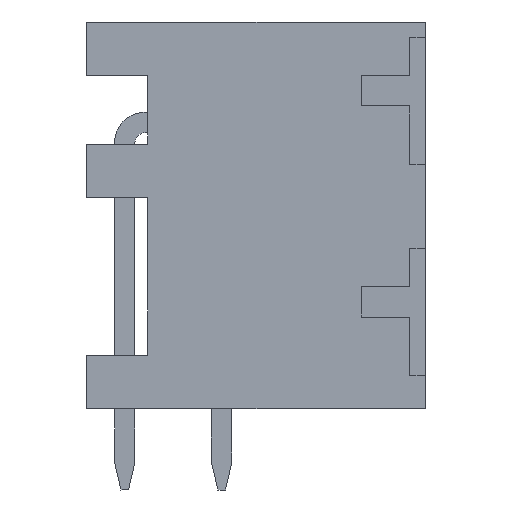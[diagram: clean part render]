
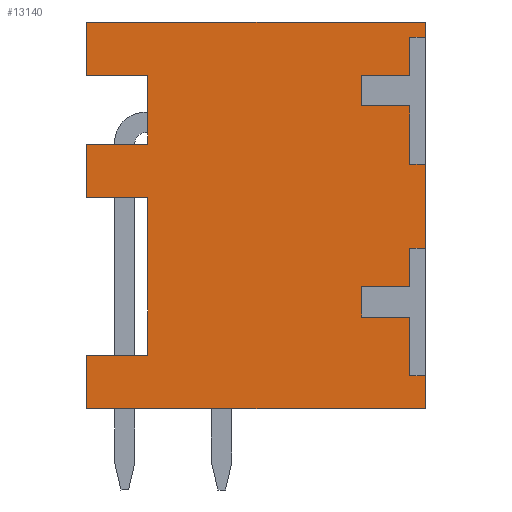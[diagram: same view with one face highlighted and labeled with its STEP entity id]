
A CAD part, left-side view. The second image highlights one B-rep face of the part: STEP entity #13140.
In plain terms, the highlighted planar face has unit normal (-1, 0, 0).
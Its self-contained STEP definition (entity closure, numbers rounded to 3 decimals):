
#13014=AXIS2_PLACEMENT_3D('Plane Axis2P3D',#13011,#13012,#13013) ;
#308=CARTESIAN_POINT('Vertex',(0.3,0.,18.4)) ;
#311=CARTESIAN_POINT('Line Origine',(0.3,0.,18.1)) ;
#315=CARTESIAN_POINT('Vertex',(0.3,0.,17.8)) ;
#336=CARTESIAN_POINT('Vertex',(0.3,0.,12.8)) ;
#339=CARTESIAN_POINT('Line Origine',(0.3,0.,11.15)) ;
#343=CARTESIAN_POINT('Vertex',(0.3,0.,9.5)) ;
#364=CARTESIAN_POINT('Vertex',(0.3,0.,4.5)) ;
#367=CARTESIAN_POINT('Line Origine',(0.3,0.,3.85)) ;
#371=CARTESIAN_POINT('Vertex',(0.3,0.,3.2)) ;
#5972=CARTESIAN_POINT('Vertex',(0.3,13.3,18.4)) ;
#5975=CARTESIAN_POINT('Line Origine',(0.3,6.65,18.4)) ;
#6089=CARTESIAN_POINT('Vertex',(0.3,13.3,16.3)) ;
#6094=CARTESIAN_POINT('Line Origine',(0.3,13.3,17.35)) ;
#6990=CARTESIAN_POINT('Vertex',(0.3,10.9,16.3)) ;
#6995=CARTESIAN_POINT('Line Origine',(0.3,12.1,16.3)) ;
#7411=CARTESIAN_POINT('Vertex',(0.3,10.9,13.6)) ;
#7416=CARTESIAN_POINT('Line Origine',(0.3,10.9,14.95)) ;
#7832=CARTESIAN_POINT('Vertex',(0.3,13.3,13.6)) ;
#7837=CARTESIAN_POINT('Line Origine',(0.3,12.1,13.6)) ;
#8248=CARTESIAN_POINT('Vertex',(0.3,13.3,11.5)) ;
#8253=CARTESIAN_POINT('Line Origine',(0.3,13.3,12.55)) ;
#9629=CARTESIAN_POINT('Vertex',(0.3,10.9,11.5)) ;
#9634=CARTESIAN_POINT('Line Origine',(0.3,12.1,11.5)) ;
#10045=CARTESIAN_POINT('Vertex',(0.3,10.9,5.3)) ;
#10050=CARTESIAN_POINT('Line Origine',(0.3,10.9,8.4)) ;
#10466=CARTESIAN_POINT('Vertex',(0.3,13.3,5.3)) ;
#10471=CARTESIAN_POINT('Line Origine',(0.3,12.1,5.3)) ;
#10882=CARTESIAN_POINT('Vertex',(0.3,13.3,3.2)) ;
#10887=CARTESIAN_POINT('Line Origine',(0.3,13.3,4.25)) ;
#12259=CARTESIAN_POINT('Line Origine',(0.3,6.65,3.2)) ;
#13011=CARTESIAN_POINT('Axis2P3D Location',(0.3,0.,0.)) ;
#13016=CARTESIAN_POINT('Line Origine',(0.3,0.3,12.8)) ;
#13020=CARTESIAN_POINT('Vertex',(0.3,0.6,12.8)) ;
#13023=CARTESIAN_POINT('Line Origine',(0.3,0.6,13.95)) ;
#13027=CARTESIAN_POINT('Vertex',(0.3,0.6,15.1)) ;
#13030=CARTESIAN_POINT('Line Origine',(0.3,1.55,15.1)) ;
#13034=CARTESIAN_POINT('Vertex',(0.3,2.5,15.1)) ;
#13037=CARTESIAN_POINT('Line Origine',(0.3,2.5,15.7)) ;
#13041=CARTESIAN_POINT('Vertex',(0.3,2.5,16.3)) ;
#13044=CARTESIAN_POINT('Line Origine',(0.3,1.55,16.3)) ;
#13048=CARTESIAN_POINT('Vertex',(0.3,0.6,16.3)) ;
#13051=CARTESIAN_POINT('Line Origine',(0.3,0.6,17.05)) ;
#13055=CARTESIAN_POINT('Vertex',(0.3,0.6,17.8)) ;
#13058=CARTESIAN_POINT('Line Origine',(0.3,0.3,17.8)) ;
#13063=CARTESIAN_POINT('Line Origine',(0.3,0.3,4.5)) ;
#13067=CARTESIAN_POINT('Vertex',(0.3,0.6,4.5)) ;
#13070=CARTESIAN_POINT('Line Origine',(0.3,0.6,5.65)) ;
#13074=CARTESIAN_POINT('Vertex',(0.3,0.6,6.8)) ;
#13077=CARTESIAN_POINT('Line Origine',(0.3,1.55,6.8)) ;
#13081=CARTESIAN_POINT('Vertex',(0.3,2.5,6.8)) ;
#13084=CARTESIAN_POINT('Line Origine',(0.3,2.5,7.4)) ;
#13088=CARTESIAN_POINT('Vertex',(0.3,2.5,8.)) ;
#13091=CARTESIAN_POINT('Line Origine',(0.3,1.55,8.)) ;
#13095=CARTESIAN_POINT('Vertex',(0.3,0.6,8.)) ;
#13098=CARTESIAN_POINT('Line Origine',(0.3,0.6,8.75)) ;
#13102=CARTESIAN_POINT('Vertex',(0.3,0.6,9.5)) ;
#13105=CARTESIAN_POINT('Line Origine',(0.3,0.3,9.5)) ;
#312=DIRECTION('Vector Direction',(0.,0.,-1.)) ;
#340=DIRECTION('Vector Direction',(0.,0.,-1.)) ;
#368=DIRECTION('Vector Direction',(0.,0.,-1.)) ;
#5976=DIRECTION('Vector Direction',(0.,-1.,0.)) ;
#6095=DIRECTION('Vector Direction',(0.,0.,1.)) ;
#6996=DIRECTION('Vector Direction',(0.,1.,0.)) ;
#7417=DIRECTION('Vector Direction',(0.,0.,1.)) ;
#7838=DIRECTION('Vector Direction',(0.,-1.,0.)) ;
#8254=DIRECTION('Vector Direction',(0.,0.,1.)) ;
#9635=DIRECTION('Vector Direction',(0.,1.,0.)) ;
#10051=DIRECTION('Vector Direction',(0.,0.,1.)) ;
#10472=DIRECTION('Vector Direction',(0.,-1.,0.)) ;
#10888=DIRECTION('Vector Direction',(0.,0.,1.)) ;
#12260=DIRECTION('Vector Direction',(0.,1.,0.)) ;
#13012=DIRECTION('Axis2P3D Direction',(-1.,0.,0.)) ;
#13013=DIRECTION('Axis2P3D XDirection',(0.,-1.,0.)) ;
#13017=DIRECTION('Vector Direction',(0.,1.,0.)) ;
#13024=DIRECTION('Vector Direction',(0.,0.,1.)) ;
#13031=DIRECTION('Vector Direction',(0.,1.,0.)) ;
#13038=DIRECTION('Vector Direction',(0.,0.,1.)) ;
#13045=DIRECTION('Vector Direction',(0.,-1.,0.)) ;
#13052=DIRECTION('Vector Direction',(0.,0.,1.)) ;
#13059=DIRECTION('Vector Direction',(0.,-1.,0.)) ;
#13064=DIRECTION('Vector Direction',(0.,1.,0.)) ;
#13071=DIRECTION('Vector Direction',(0.,0.,1.)) ;
#13078=DIRECTION('Vector Direction',(0.,1.,0.)) ;
#13085=DIRECTION('Vector Direction',(0.,0.,1.)) ;
#13092=DIRECTION('Vector Direction',(0.,-1.,0.)) ;
#13099=DIRECTION('Vector Direction',(0.,0.,1.)) ;
#13106=DIRECTION('Vector Direction',(0.,-1.,0.)) ;
#313=VECTOR('Line Direction',#312,1.) ;
#341=VECTOR('Line Direction',#340,1.) ;
#369=VECTOR('Line Direction',#368,1.) ;
#5977=VECTOR('Line Direction',#5976,1.) ;
#6096=VECTOR('Line Direction',#6095,1.) ;
#6997=VECTOR('Line Direction',#6996,1.) ;
#7418=VECTOR('Line Direction',#7417,1.) ;
#7839=VECTOR('Line Direction',#7838,1.) ;
#8255=VECTOR('Line Direction',#8254,1.) ;
#9636=VECTOR('Line Direction',#9635,1.) ;
#10052=VECTOR('Line Direction',#10051,1.) ;
#10473=VECTOR('Line Direction',#10472,1.) ;
#10889=VECTOR('Line Direction',#10888,1.) ;
#12261=VECTOR('Line Direction',#12260,1.) ;
#13018=VECTOR('Line Direction',#13017,1.) ;
#13025=VECTOR('Line Direction',#13024,1.) ;
#13032=VECTOR('Line Direction',#13031,1.) ;
#13039=VECTOR('Line Direction',#13038,1.) ;
#13046=VECTOR('Line Direction',#13045,1.) ;
#13053=VECTOR('Line Direction',#13052,1.) ;
#13060=VECTOR('Line Direction',#13059,1.) ;
#13065=VECTOR('Line Direction',#13064,1.) ;
#13072=VECTOR('Line Direction',#13071,1.) ;
#13079=VECTOR('Line Direction',#13078,1.) ;
#13086=VECTOR('Line Direction',#13085,1.) ;
#13093=VECTOR('Line Direction',#13092,1.) ;
#13100=VECTOR('Line Direction',#13099,1.) ;
#13107=VECTOR('Line Direction',#13106,1.) ;
#13111=ORIENTED_EDGE('',*,*,#345,.T.) ;
#13112=ORIENTED_EDGE('',*,*,#13022,.F.) ;
#13113=ORIENTED_EDGE('',*,*,#13029,.F.) ;
#13114=ORIENTED_EDGE('',*,*,#13036,.F.) ;
#13115=ORIENTED_EDGE('',*,*,#13043,.F.) ;
#13116=ORIENTED_EDGE('',*,*,#13050,.F.) ;
#13117=ORIENTED_EDGE('',*,*,#13057,.F.) ;
#13118=ORIENTED_EDGE('',*,*,#13062,.F.) ;
#13119=ORIENTED_EDGE('',*,*,#317,.T.) ;
#13120=ORIENTED_EDGE('',*,*,#5979,.T.) ;
#13121=ORIENTED_EDGE('',*,*,#6098,.T.) ;
#13122=ORIENTED_EDGE('',*,*,#6999,.T.) ;
#13123=ORIENTED_EDGE('',*,*,#7420,.T.) ;
#13124=ORIENTED_EDGE('',*,*,#7841,.T.) ;
#13125=ORIENTED_EDGE('',*,*,#8257,.T.) ;
#13126=ORIENTED_EDGE('',*,*,#9638,.T.) ;
#13127=ORIENTED_EDGE('',*,*,#10054,.T.) ;
#13128=ORIENTED_EDGE('',*,*,#10475,.T.) ;
#13129=ORIENTED_EDGE('',*,*,#10891,.T.) ;
#13130=ORIENTED_EDGE('',*,*,#12263,.T.) ;
#13131=ORIENTED_EDGE('',*,*,#373,.T.) ;
#13132=ORIENTED_EDGE('',*,*,#13069,.F.) ;
#13133=ORIENTED_EDGE('',*,*,#13076,.F.) ;
#13134=ORIENTED_EDGE('',*,*,#13083,.F.) ;
#13135=ORIENTED_EDGE('',*,*,#13090,.F.) ;
#13136=ORIENTED_EDGE('',*,*,#13097,.F.) ;
#13137=ORIENTED_EDGE('',*,*,#13104,.F.) ;
#13138=ORIENTED_EDGE('',*,*,#13109,.F.) ;
#13140=ADVANCED_FACE('HOUSING',(#13139),#13015,.T.) ;
#317=EDGE_CURVE('',#316,#309,#314,.F.) ;
#345=EDGE_CURVE('',#344,#337,#342,.F.) ;
#373=EDGE_CURVE('',#372,#365,#370,.F.) ;
#5979=EDGE_CURVE('',#309,#5973,#5978,.F.) ;
#6098=EDGE_CURVE('',#5973,#6090,#6097,.F.) ;
#6999=EDGE_CURVE('',#6090,#6991,#6998,.F.) ;
#7420=EDGE_CURVE('',#6991,#7412,#7419,.F.) ;
#7841=EDGE_CURVE('',#7412,#7833,#7840,.F.) ;
#8257=EDGE_CURVE('',#7833,#8249,#8256,.F.) ;
#9638=EDGE_CURVE('',#8249,#9630,#9637,.F.) ;
#10054=EDGE_CURVE('',#9630,#10046,#10053,.F.) ;
#10475=EDGE_CURVE('',#10046,#10467,#10474,.F.) ;
#10891=EDGE_CURVE('',#10467,#10883,#10890,.F.) ;
#12263=EDGE_CURVE('',#10883,#372,#12262,.F.) ;
#13022=EDGE_CURVE('',#13021,#337,#13019,.F.) ;
#13029=EDGE_CURVE('',#13028,#13021,#13026,.F.) ;
#13036=EDGE_CURVE('',#13035,#13028,#13033,.F.) ;
#13043=EDGE_CURVE('',#13042,#13035,#13040,.F.) ;
#13050=EDGE_CURVE('',#13049,#13042,#13047,.F.) ;
#13057=EDGE_CURVE('',#13056,#13049,#13054,.F.) ;
#13062=EDGE_CURVE('',#316,#13056,#13061,.F.) ;
#13069=EDGE_CURVE('',#13068,#365,#13066,.F.) ;
#13076=EDGE_CURVE('',#13075,#13068,#13073,.F.) ;
#13083=EDGE_CURVE('',#13082,#13075,#13080,.F.) ;
#13090=EDGE_CURVE('',#13089,#13082,#13087,.F.) ;
#13097=EDGE_CURVE('',#13096,#13089,#13094,.F.) ;
#13104=EDGE_CURVE('',#13103,#13096,#13101,.F.) ;
#13109=EDGE_CURVE('',#344,#13103,#13108,.F.) ;
#13110=EDGE_LOOP('',(#13111,#13112,#13113,#13114,#13115,#13116,#13117,#13118,#13119,#13120,#13121,#13122,#13123,#13124,#13125,#13126,#13127,#13128,#13129,#13130,#13131,#13132,#13133,#13134,#13135,#13136,#13137,#13138)) ;
#13139=FACE_OUTER_BOUND('',#13110,.T.) ;
#314=LINE('Line',#311,#313) ;
#342=LINE('Line',#339,#341) ;
#370=LINE('Line',#367,#369) ;
#5978=LINE('Line',#5975,#5977) ;
#6097=LINE('Line',#6094,#6096) ;
#6998=LINE('Line',#6995,#6997) ;
#7419=LINE('Line',#7416,#7418) ;
#7840=LINE('Line',#7837,#7839) ;
#8256=LINE('Line',#8253,#8255) ;
#9637=LINE('Line',#9634,#9636) ;
#10053=LINE('Line',#10050,#10052) ;
#10474=LINE('Line',#10471,#10473) ;
#10890=LINE('Line',#10887,#10889) ;
#12262=LINE('Line',#12259,#12261) ;
#13019=LINE('Line',#13016,#13018) ;
#13026=LINE('Line',#13023,#13025) ;
#13033=LINE('Line',#13030,#13032) ;
#13040=LINE('Line',#13037,#13039) ;
#13047=LINE('Line',#13044,#13046) ;
#13054=LINE('Line',#13051,#13053) ;
#13061=LINE('Line',#13058,#13060) ;
#13066=LINE('Line',#13063,#13065) ;
#13073=LINE('Line',#13070,#13072) ;
#13080=LINE('Line',#13077,#13079) ;
#13087=LINE('Line',#13084,#13086) ;
#13094=LINE('Line',#13091,#13093) ;
#13101=LINE('Line',#13098,#13100) ;
#13108=LINE('Line',#13105,#13107) ;
#13015=PLANE('',#13014) ;
#309=VERTEX_POINT('',#308) ;
#316=VERTEX_POINT('',#315) ;
#337=VERTEX_POINT('',#336) ;
#344=VERTEX_POINT('',#343) ;
#365=VERTEX_POINT('',#364) ;
#372=VERTEX_POINT('',#371) ;
#5973=VERTEX_POINT('',#5972) ;
#6090=VERTEX_POINT('',#6089) ;
#6991=VERTEX_POINT('',#6990) ;
#7412=VERTEX_POINT('',#7411) ;
#7833=VERTEX_POINT('',#7832) ;
#8249=VERTEX_POINT('',#8248) ;
#9630=VERTEX_POINT('',#9629) ;
#10046=VERTEX_POINT('',#10045) ;
#10467=VERTEX_POINT('',#10466) ;
#10883=VERTEX_POINT('',#10882) ;
#13021=VERTEX_POINT('',#13020) ;
#13028=VERTEX_POINT('',#13027) ;
#13035=VERTEX_POINT('',#13034) ;
#13042=VERTEX_POINT('',#13041) ;
#13049=VERTEX_POINT('',#13048) ;
#13056=VERTEX_POINT('',#13055) ;
#13068=VERTEX_POINT('',#13067) ;
#13075=VERTEX_POINT('',#13074) ;
#13082=VERTEX_POINT('',#13081) ;
#13089=VERTEX_POINT('',#13088) ;
#13096=VERTEX_POINT('',#13095) ;
#13103=VERTEX_POINT('',#13102) ;
